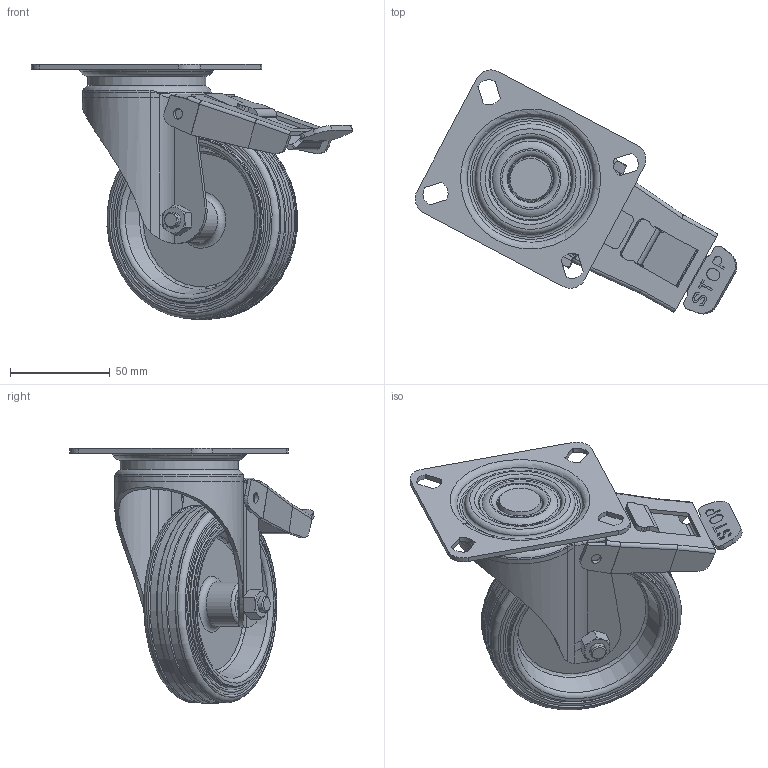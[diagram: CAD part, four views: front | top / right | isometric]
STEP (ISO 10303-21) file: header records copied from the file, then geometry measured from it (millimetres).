
FILE_DESCRIPTION(/* description */ ('RUOTA D.100 GIREV. C/P C/F'),/* implementation_level */ '2;1');
FILE_NAME(/* name */ 'CRUST0000007.stp',/* time_stamp */ '2022-11-23T08:16:49+01:00',/* author */ ('tecnico7'),/* organization */ ('Microsoft'),/* preprocessor_version */ 'ST-DEVELOPER v18.1',/* originating_system */ 'Autodesk Inventor 2022',/* authorisation */ '');
FILE_SCHEMA (('AUTOMOTIVE_DESIGN { 1 0 10303 214 3 1 1 }'));
Length unit declared in the file: millimetre
Products named in the file (10): CRUST0000007; 440000005123; 440000005121; 440000005120; 440000005119; 440000005287; 440000005288; 440000005289; 440000005294; 440000005118
Assembly tree (9 placements, depth 2):
  CRUST0000007
    440000005123
    440000005121
    440000005120
    440000005119
    440000005287
    440000005288
    440000005289
    440000005294
    440000005118
Bounding box: 161.27 x 122.39 x 127.99 mm (x, y, z)
Volume: 166851.5 mm3; surface area: 90907.8 mm2
Topology: 9 solids, 9 shells, 406 faces, 1049 edges, 676 vertices
Faces by surface type: plane 186, cylinder 126, torus 47, cone 37, bspline 10
Full cylindrical faces by diameter (mm): 5.2 x2, 8 x4, 13 x1, 14.5 x2, 17.8 x1, 17.931 x2, 20.15 x1, 22.15 x2, 24 x1, 36.4 x1, 59.4 x1, 82.5 x2
Entity records: 17554 total; most frequent: CARTESIAN_POINT 6991, DIRECTION 2209, ORIENTED_EDGE 2096, EDGE_CURVE 1048, AXIS2_PLACEMENT_3D 843, VERTEX_POINT 676, LINE 523, VECTOR 523
